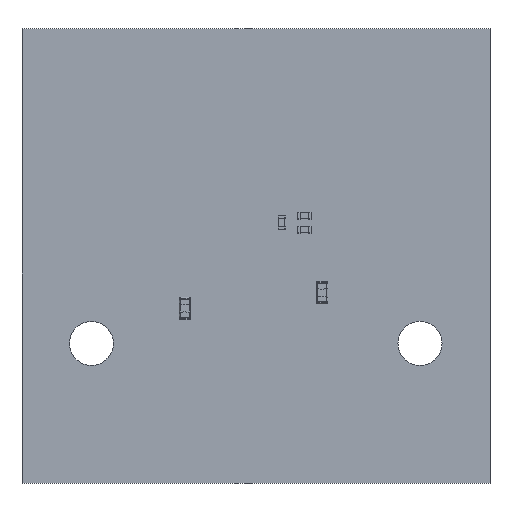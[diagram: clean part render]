
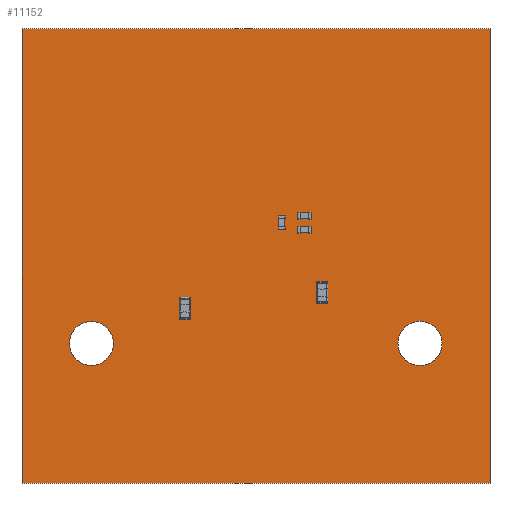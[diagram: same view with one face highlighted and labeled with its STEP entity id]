
A CAD part, top view. The second image highlights one B-rep face of the part: STEP entity #11152.
In plain terms, the highlighted planar face has unit normal (0, 0, 1).
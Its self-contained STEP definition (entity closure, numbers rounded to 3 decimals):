
#10795 = VERTEX_POINT('',#10796);
#10796 = CARTESIAN_POINT('',(-17.,16.51,1.6));
#10803 = PLANE('',#10804);
#10804 = AXIS2_PLACEMENT_3D('',#10805,#10806,#10807);
#10805 = CARTESIAN_POINT('',(-17.,16.51,0.));
#10806 = DIRECTION('',(0.,1.,0.));
#10807 = DIRECTION('',(1.,0.,0.));
#10815 = PLANE('',#10816);
#10816 = AXIS2_PLACEMENT_3D('',#10817,#10818,#10819);
#10817 = CARTESIAN_POINT('',(-17.,-16.51,0.));
#10818 = DIRECTION('',(-1.,0.,0.));
#10819 = DIRECTION('',(0.,1.,0.));
#10827 = EDGE_CURVE('',#10795,#10828,#10830,.T.);
#10828 = VERTEX_POINT('',#10829);
#10829 = CARTESIAN_POINT('',(17.,16.51,1.6));
#10830 = SURFACE_CURVE('',#10831,(#10835,#10842),.PCURVE_S1.);
#10831 = LINE('',#10832,#10833);
#10832 = CARTESIAN_POINT('',(-17.,16.51,1.6));
#10833 = VECTOR('',#10834,1.);
#10834 = DIRECTION('',(1.,0.,0.));
#10835 = PCURVE('',#10803,#10836);
#10836 = DEFINITIONAL_REPRESENTATION('',(#10837),#10841);
#10837 = LINE('',#10838,#10839);
#10838 = CARTESIAN_POINT('',(0.,-1.6));
#10839 = VECTOR('',#10840,1.);
#10840 = DIRECTION('',(1.,0.));
#10841 = ( GEOMETRIC_REPRESENTATION_CONTEXT(2) 
PARAMETRIC_REPRESENTATION_CONTEXT() REPRESENTATION_CONTEXT('2D SPACE',''
  ) );
#10842 = PCURVE('',#10843,#10848);
#10843 = PLANE('',#10844);
#10844 = AXIS2_PLACEMENT_3D('',#10845,#10846,#10847);
#10845 = CARTESIAN_POINT('',(0.,0.,1.6));
#10846 = DIRECTION('',(0.,0.,-1.));
#10847 = DIRECTION('',(-1.,0.,0.));
#10848 = DEFINITIONAL_REPRESENTATION('',(#10849),#10853);
#10849 = LINE('',#10850,#10851);
#10850 = CARTESIAN_POINT('',(17.,16.51));
#10851 = VECTOR('',#10852,1.);
#10852 = DIRECTION('',(-1.,0.));
#10853 = ( GEOMETRIC_REPRESENTATION_CONTEXT(2) 
PARAMETRIC_REPRESENTATION_CONTEXT() REPRESENTATION_CONTEXT('2D SPACE',''
  ) );
#10871 = PLANE('',#10872);
#10872 = AXIS2_PLACEMENT_3D('',#10873,#10874,#10875);
#10873 = CARTESIAN_POINT('',(17.,16.51,0.));
#10874 = DIRECTION('',(1.,0.,0.));
#10875 = DIRECTION('',(0.,-1.,0.));
#10915 = VERTEX_POINT('',#10916);
#10916 = CARTESIAN_POINT('',(-17.,-16.51,1.6));
#10930 = PLANE('',#10931);
#10931 = AXIS2_PLACEMENT_3D('',#10932,#10933,#10934);
#10932 = CARTESIAN_POINT('',(17.,-16.51,0.));
#10933 = DIRECTION('',(0.,-1.,0.));
#10934 = DIRECTION('',(-1.,0.,0.));
#10942 = EDGE_CURVE('',#10915,#10795,#10943,.T.);
#10943 = SURFACE_CURVE('',#10944,(#10948,#10955),.PCURVE_S1.);
#10944 = LINE('',#10945,#10946);
#10945 = CARTESIAN_POINT('',(-17.,-16.51,1.6));
#10946 = VECTOR('',#10947,1.);
#10947 = DIRECTION('',(0.,1.,0.));
#10948 = PCURVE('',#10815,#10949);
#10949 = DEFINITIONAL_REPRESENTATION('',(#10950),#10954);
#10950 = LINE('',#10951,#10952);
#10951 = CARTESIAN_POINT('',(0.,-1.6));
#10952 = VECTOR('',#10953,1.);
#10953 = DIRECTION('',(1.,0.));
#10954 = ( GEOMETRIC_REPRESENTATION_CONTEXT(2) 
PARAMETRIC_REPRESENTATION_CONTEXT() REPRESENTATION_CONTEXT('2D SPACE',''
  ) );
#10955 = PCURVE('',#10843,#10956);
#10956 = DEFINITIONAL_REPRESENTATION('',(#10957),#10961);
#10957 = LINE('',#10958,#10959);
#10958 = CARTESIAN_POINT('',(17.,-16.51));
#10959 = VECTOR('',#10960,1.);
#10960 = DIRECTION('',(0.,1.));
#10961 = ( GEOMETRIC_REPRESENTATION_CONTEXT(2) 
PARAMETRIC_REPRESENTATION_CONTEXT() REPRESENTATION_CONTEXT('2D SPACE',''
  ) );
#10989 = EDGE_CURVE('',#10828,#10990,#10992,.T.);
#10990 = VERTEX_POINT('',#10991);
#10991 = CARTESIAN_POINT('',(17.,-16.51,1.6));
#10992 = SURFACE_CURVE('',#10993,(#10997,#11004),.PCURVE_S1.);
#10993 = LINE('',#10994,#10995);
#10994 = CARTESIAN_POINT('',(17.,16.51,1.6));
#10995 = VECTOR('',#10996,1.);
#10996 = DIRECTION('',(0.,-1.,0.));
#10997 = PCURVE('',#10871,#10998);
#10998 = DEFINITIONAL_REPRESENTATION('',(#10999),#11003);
#10999 = LINE('',#11000,#11001);
#11000 = CARTESIAN_POINT('',(0.,-1.6));
#11001 = VECTOR('',#11002,1.);
#11002 = DIRECTION('',(1.,0.));
#11003 = ( GEOMETRIC_REPRESENTATION_CONTEXT(2) 
PARAMETRIC_REPRESENTATION_CONTEXT() REPRESENTATION_CONTEXT('2D SPACE',''
  ) );
#11004 = PCURVE('',#10843,#11005);
#11005 = DEFINITIONAL_REPRESENTATION('',(#11006),#11010);
#11006 = LINE('',#11007,#11008);
#11007 = CARTESIAN_POINT('',(-17.,16.51));
#11008 = VECTOR('',#11009,1.);
#11009 = DIRECTION('',(0.,-1.));
#11010 = ( GEOMETRIC_REPRESENTATION_CONTEXT(2) 
PARAMETRIC_REPRESENTATION_CONTEXT() REPRESENTATION_CONTEXT('2D SPACE',''
  ) );
#11106 = CYLINDRICAL_SURFACE('',#11107,1.6);
#11107 = AXIS2_PLACEMENT_3D('',#11108,#11109,#11110);
#11108 = CARTESIAN_POINT('',(11.915,-6.35,-0.8));
#11109 = DIRECTION('',(0.,0.,1.));
#11110 = DIRECTION('',(1.,0.,0.));
#11141 = CYLINDRICAL_SURFACE('',#11142,1.6);
#11142 = AXIS2_PLACEMENT_3D('',#11143,#11144,#11145);
#11143 = CARTESIAN_POINT('',(-11.961,-6.35,-0.8));
#11144 = DIRECTION('',(0.,0.,1.));
#11145 = DIRECTION('',(1.,0.,0.));
#11152 = ADVANCED_FACE('',(#11153,#11179,#11209),#10843,.F.);
#11153 = FACE_BOUND('',#11154,.F.);
#11154 = EDGE_LOOP('',(#11155,#11156,#11157,#11178));
#11155 = ORIENTED_EDGE('',*,*,#10827,.T.);
#11156 = ORIENTED_EDGE('',*,*,#10989,.T.);
#11157 = ORIENTED_EDGE('',*,*,#11158,.T.);
#11158 = EDGE_CURVE('',#10990,#10915,#11159,.T.);
#11159 = SURFACE_CURVE('',#11160,(#11164,#11171),.PCURVE_S1.);
#11160 = LINE('',#11161,#11162);
#11161 = CARTESIAN_POINT('',(17.,-16.51,1.6));
#11162 = VECTOR('',#11163,1.);
#11163 = DIRECTION('',(-1.,0.,0.));
#11164 = PCURVE('',#10843,#11165);
#11165 = DEFINITIONAL_REPRESENTATION('',(#11166),#11170);
#11166 = LINE('',#11167,#11168);
#11167 = CARTESIAN_POINT('',(-17.,-16.51));
#11168 = VECTOR('',#11169,1.);
#11169 = DIRECTION('',(1.,0.));
#11170 = ( GEOMETRIC_REPRESENTATION_CONTEXT(2) 
PARAMETRIC_REPRESENTATION_CONTEXT() REPRESENTATION_CONTEXT('2D SPACE',''
  ) );
#11171 = PCURVE('',#10930,#11172);
#11172 = DEFINITIONAL_REPRESENTATION('',(#11173),#11177);
#11173 = LINE('',#11174,#11175);
#11174 = CARTESIAN_POINT('',(0.,-1.6));
#11175 = VECTOR('',#11176,1.);
#11176 = DIRECTION('',(1.,0.));
#11177 = ( GEOMETRIC_REPRESENTATION_CONTEXT(2) 
PARAMETRIC_REPRESENTATION_CONTEXT() REPRESENTATION_CONTEXT('2D SPACE',''
  ) );
#11178 = ORIENTED_EDGE('',*,*,#10942,.T.);
#11179 = FACE_BOUND('',#11180,.F.);
#11180 = EDGE_LOOP('',(#11181));
#11181 = ORIENTED_EDGE('',*,*,#11182,.T.);
#11182 = EDGE_CURVE('',#11183,#11183,#11185,.T.);
#11183 = VERTEX_POINT('',#11184);
#11184 = CARTESIAN_POINT('',(13.515,-6.35,1.6));
#11185 = SURFACE_CURVE('',#11186,(#11191,#11202),.PCURVE_S1.);
#11186 = CIRCLE('',#11187,1.6);
#11187 = AXIS2_PLACEMENT_3D('',#11188,#11189,#11190);
#11188 = CARTESIAN_POINT('',(11.915,-6.35,1.6));
#11189 = DIRECTION('',(0.,0.,1.));
#11190 = DIRECTION('',(1.,0.,0.));
#11191 = PCURVE('',#10843,#11192);
#11192 = DEFINITIONAL_REPRESENTATION('',(#11193),#11201);
#11193 = ( BOUNDED_CURVE() B_SPLINE_CURVE(2,(#11194,#11195,#11196,#11197
    ,#11198,#11199,#11200),.UNSPECIFIED.,.T.,.F.) 
B_SPLINE_CURVE_WITH_KNOTS((1,2,2,2,2,1),(-2.094,0.,
    2.094,4.189,6.283,8.378),
.UNSPECIFIED.) CURVE() GEOMETRIC_REPRESENTATION_ITEM() 
RATIONAL_B_SPLINE_CURVE((1.,0.5,1.,0.5,1.,0.5,1.)) REPRESENTATION_ITEM(
  '') );
#11194 = CARTESIAN_POINT('',(-13.515,-6.35));
#11195 = CARTESIAN_POINT('',(-13.515,-3.579));
#11196 = CARTESIAN_POINT('',(-11.115,-4.964));
#11197 = CARTESIAN_POINT('',(-8.715,-6.35));
#11198 = CARTESIAN_POINT('',(-11.115,-7.736));
#11199 = CARTESIAN_POINT('',(-13.515,-9.121));
#11200 = CARTESIAN_POINT('',(-13.515,-6.35));
#11201 = ( GEOMETRIC_REPRESENTATION_CONTEXT(2) 
PARAMETRIC_REPRESENTATION_CONTEXT() REPRESENTATION_CONTEXT('2D SPACE',''
  ) );
#11202 = PCURVE('',#11106,#11203);
#11203 = DEFINITIONAL_REPRESENTATION('',(#11204),#11208);
#11204 = LINE('',#11205,#11206);
#11205 = CARTESIAN_POINT('',(0.,2.4));
#11206 = VECTOR('',#11207,1.);
#11207 = DIRECTION('',(1.,0.));
#11208 = ( GEOMETRIC_REPRESENTATION_CONTEXT(2) 
PARAMETRIC_REPRESENTATION_CONTEXT() REPRESENTATION_CONTEXT('2D SPACE',''
  ) );
#11209 = FACE_BOUND('',#11210,.F.);
#11210 = EDGE_LOOP('',(#11211));
#11211 = ORIENTED_EDGE('',*,*,#11212,.T.);
#11212 = EDGE_CURVE('',#11213,#11213,#11215,.T.);
#11213 = VERTEX_POINT('',#11214);
#11214 = CARTESIAN_POINT('',(-10.361,-6.35,1.6));
#11215 = SURFACE_CURVE('',#11216,(#11221,#11232),.PCURVE_S1.);
#11216 = CIRCLE('',#11217,1.6);
#11217 = AXIS2_PLACEMENT_3D('',#11218,#11219,#11220);
#11218 = CARTESIAN_POINT('',(-11.961,-6.35,1.6));
#11219 = DIRECTION('',(0.,0.,1.));
#11220 = DIRECTION('',(1.,0.,0.));
#11221 = PCURVE('',#10843,#11222);
#11222 = DEFINITIONAL_REPRESENTATION('',(#11223),#11231);
#11223 = ( BOUNDED_CURVE() B_SPLINE_CURVE(2,(#11224,#11225,#11226,#11227
    ,#11228,#11229,#11230),.UNSPECIFIED.,.F.,.F.) 
B_SPLINE_CURVE_WITH_KNOTS((1,2,2,2,2,1),(-2.094,0.,
    2.094,4.189,6.283,8.378),
.UNSPECIFIED.) CURVE() GEOMETRIC_REPRESENTATION_ITEM() 
RATIONAL_B_SPLINE_CURVE((1.,0.5,1.,0.5,1.,0.5,1.)) REPRESENTATION_ITEM(
  '') );
#11224 = CARTESIAN_POINT('',(10.361,-6.35));
#11225 = CARTESIAN_POINT('',(10.361,-3.579));
#11226 = CARTESIAN_POINT('',(12.761,-4.964));
#11227 = CARTESIAN_POINT('',(15.161,-6.35));
#11228 = CARTESIAN_POINT('',(12.761,-7.736));
#11229 = CARTESIAN_POINT('',(10.361,-9.121));
#11230 = CARTESIAN_POINT('',(10.361,-6.35));
#11231 = ( GEOMETRIC_REPRESENTATION_CONTEXT(2) 
PARAMETRIC_REPRESENTATION_CONTEXT() REPRESENTATION_CONTEXT('2D SPACE',''
  ) );
#11232 = PCURVE('',#11141,#11233);
#11233 = DEFINITIONAL_REPRESENTATION('',(#11234),#11238);
#11234 = LINE('',#11235,#11236);
#11235 = CARTESIAN_POINT('',(0.,2.4));
#11236 = VECTOR('',#11237,1.);
#11237 = DIRECTION('',(1.,0.));
#11238 = ( GEOMETRIC_REPRESENTATION_CONTEXT(2) 
PARAMETRIC_REPRESENTATION_CONTEXT() REPRESENTATION_CONTEXT('2D SPACE',''
  ) );
